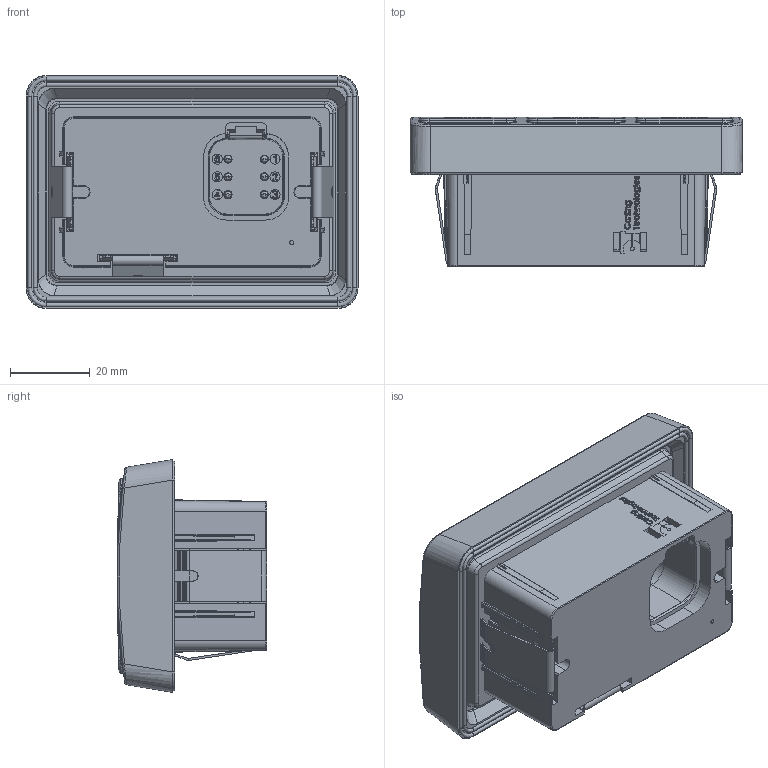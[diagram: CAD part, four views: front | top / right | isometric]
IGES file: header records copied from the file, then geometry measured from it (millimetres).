
Start section:  PTC IGES file: ckp-2x3.igs
Global section: file name: ckp-2x3.igs; native system: Creo Parametric by PTC Inc.; preprocessor: 2020342; author: patrickmoody; organization: Unknown; date: 20210813.102425; units: inch
Bounding box: 83.31 x 37.59 x 58.42 mm (x, y, z)
Surface area: 43900 mm2 (no closed solid volume)
Topology: 0 solids, 0 shells, 2141 faces, 11078 edges, 11058 vertices
Faces by surface type: bspline 1044, revolution 812, extrusion 285
